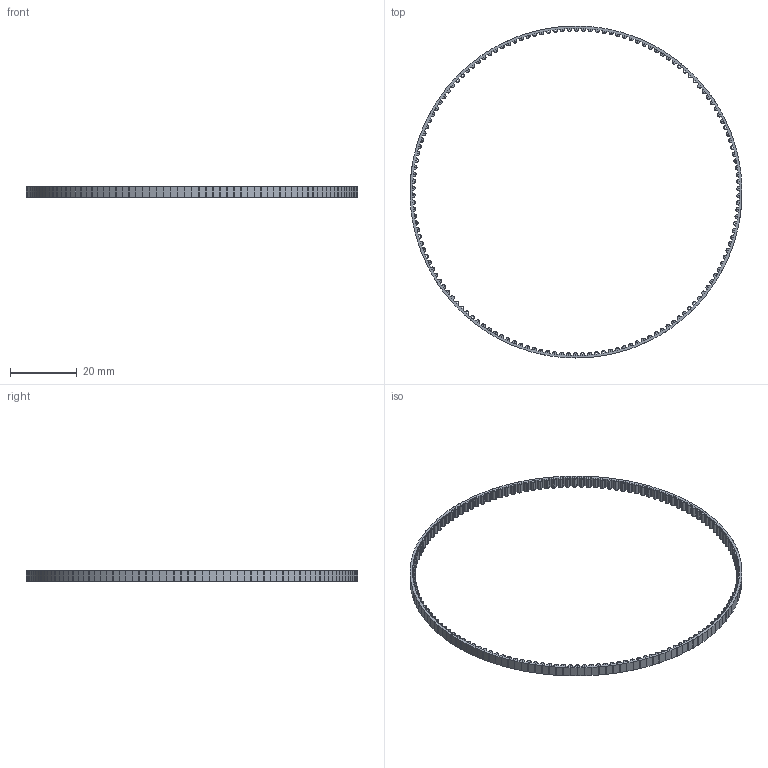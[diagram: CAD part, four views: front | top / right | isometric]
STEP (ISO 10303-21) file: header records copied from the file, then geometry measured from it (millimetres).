
FILE_DESCRIPTION(/* description */ (''),/* implementation_level */ '2;1');
FILE_NAME(/* name */ '00_GT2_TimingBelt_flexible_Modular_Dia_53.2mm.ipt.step',/* time_stamp */ '2022-11-29T07:41:01+01:00',/* author */ ('diederichbenedict'),/* organization */ (''),/* preprocessor_version */ 'ST-DEVELOPER v18.1',/* originating_system */ 'Autodesk Inventor 2022',/* authorisation */ '');
FILE_SCHEMA (('AUTOMOTIVE_DESIGN { 1 0 10303 214 3 1 1 }'));
Products named in the file (1): 00_GT2_TimingBelt_flexible_Modular_Dia_53.2mm
Bounding box: 99.52 x 99.54 x 3 mm (x, y, z)
Volume: 1021.5 mm3; surface area: 3610.3 mm2
Topology: 1 solids, 1 shells, 2046 faces, 6132 edges, 4088 vertices
Faces by surface type: plane 1170, cylinder 876
Entity records: 69299 total; most frequent: CARTESIAN_POINT 12272, ORIENTED_EDGE 12264, DIRECTION 11978, EDGE_CURVE 6132, LINE 4380, VECTOR 4380, VERTEX_POINT 4088, AXIS2_PLACEMENT_3D 3799
